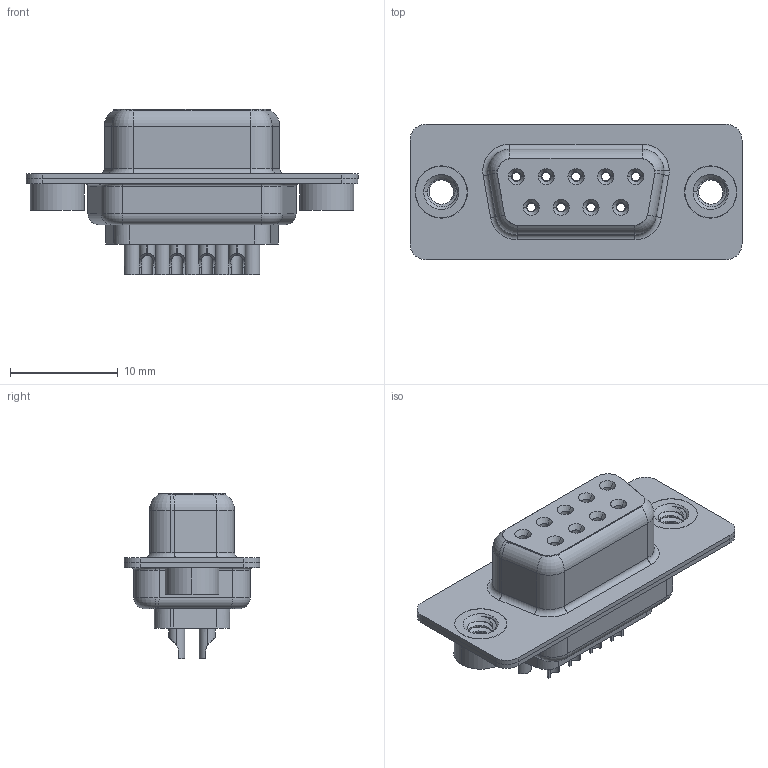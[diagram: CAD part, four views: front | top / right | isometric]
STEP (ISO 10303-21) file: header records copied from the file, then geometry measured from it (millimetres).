
FILE_DESCRIPTION (( 'STEP AP203' ), '1' );
FILE_NAME ('628-009-222-042.STEP', '2020-07-13T18:43:05', ( '' ), ( '' ), 'SwSTEP 2.0', 'SolidWorks 2020', '' );
FILE_SCHEMA (( 'CONFIG_CONTROL_DESIGN' ));
Length unit declared in the file: millimetre
Products named in the file (7): 628 Housing_09 LP; 628 Contact Row 2_22L; 628 4-40 Threaded Rivet; 628 Shell Front_09 Contacts; 628 Shell Rear_09 Contacts; 628 Contact Row 1_22L; 628-009-222-042
Assembly tree (14 placements, depth 2):
  628-009-222-042
    628 Housing_09 LP
    628 Shell Front_09 Contacts
    628 Shell Rear_09 Contacts
    628 Contact Row 1_22L  x5
    628 Contact Row 2_22L  x4
    628 4-40 Threaded Rivet  x2
Bounding box: 30.8 x 12.6 x 15.35 mm (x, y, z)
Volume: 1756.6 mm3; surface area: 4514 mm2
Topology: 14 solids, 14 shells, 1076 faces, 2709 edges, 1699 vertices
Faces by surface type: cylinder 360, plane 256, torus 219, bspline 186, cone 55
Entity records: 19026 total; most frequent: CARTESIAN_POINT 6114, DIRECTION 2564, ORIENTED_EDGE 2494, EDGE_CURVE 1247, AXIS2_PLACEMENT_3D 1059, VERTEX_POINT 782, EDGE_LOOP 581, CIRCLE 572
